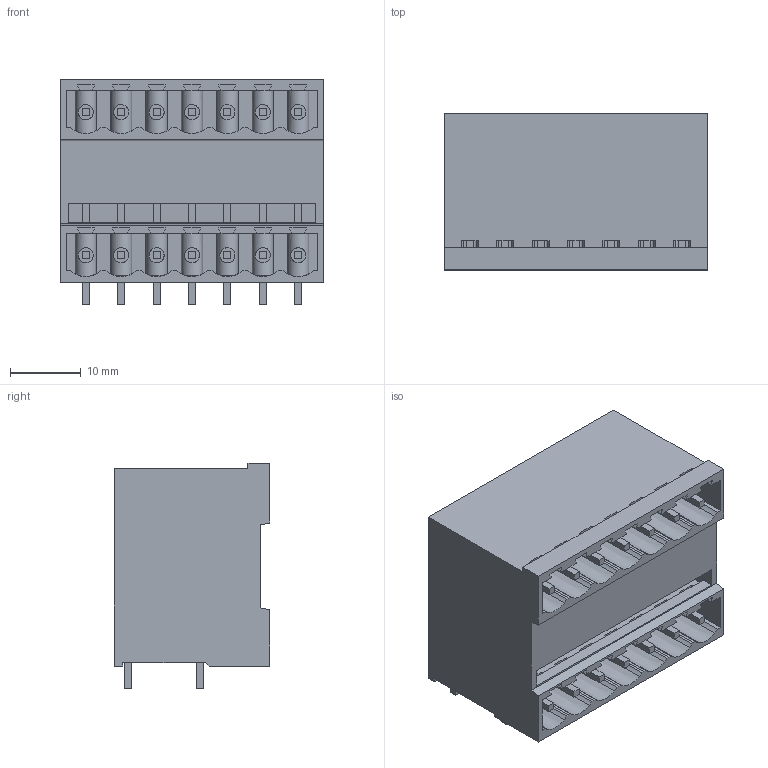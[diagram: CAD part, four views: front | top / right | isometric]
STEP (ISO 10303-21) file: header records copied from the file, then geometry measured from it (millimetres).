
FILE_DESCRIPTION(('CATIA V5R24 STEP','CAx-IF Rec.Pracs.--- Model Styling and Organization---1.4--- 2014-01-23'),'2;1');
FILE_NAME ('D1453477_1_1614400000_1614400000.stp','2021-12-08T07:18:53+00:00',('none'),('Weidmueller'),'CATIA Version 5-6 Release 2016 SP3 HF44','CATIA V5 STEP AP214','none');
FILE_SCHEMA(('AUTOMOTIVE_DESIGN { 1 0 10303 214 1 1 1 1 }'));
Length unit declared in the file: millimetre
Products named in the file (1): 1614400000
Bounding box: 37 x 22 x 31.85 mm (x, y, z)
Volume: 15793.1 mm3; surface area: 11657.2 mm2
Topology: 15 solids, 15 shells, 636 faces, 1832 edges, 1224 vertices
Faces by surface type: plane 538, cylinder 84, extrusion 14
Entity records: 20524 total; most frequent: CARTESIAN_POINT 4853, ORIENTED_EDGE 3664, DIRECTION 2485, EDGE_CURVE 1832, VECTOR 1634, LINE 1620, VERTEX_POINT 1224, EDGE_LOOP 704
